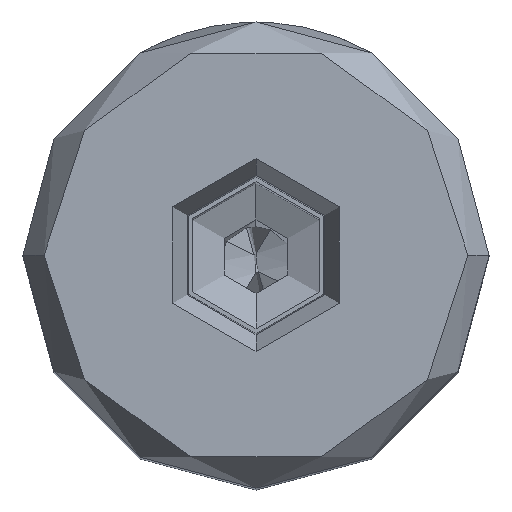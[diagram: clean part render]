
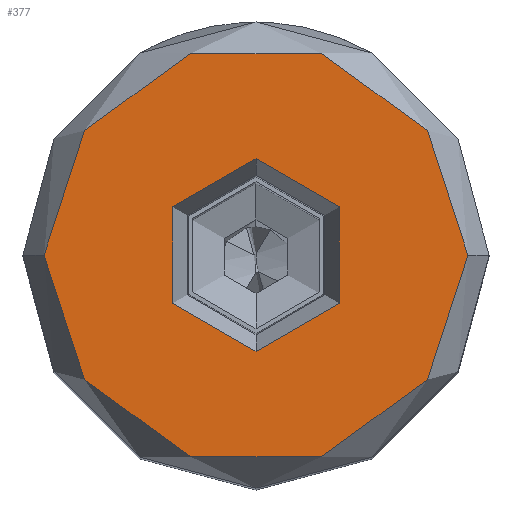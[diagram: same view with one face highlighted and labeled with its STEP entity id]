
A CAD part, top view. The second image highlights one B-rep face of the part: STEP entity #377.
In plain terms, the highlighted planar face has unit normal (0, 0, 1).
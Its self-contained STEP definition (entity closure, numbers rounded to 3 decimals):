
#52=FACE_BOUND('',#766,.T.);
#53=FACE_BOUND('',#767,.T.);
#159=CIRCLE('',#3714,5.25);
#160=CIRCLE('',#3716,5.25);
#161=CIRCLE('',#3718,11.545);
#162=CIRCLE('',#3719,11.545);
#377=ADVANCED_FACE('',(#52,#53),#526,.T.);
#526=PLANE('',#3720);
#766=EDGE_LOOP('',(#1310,#1311));
#767=EDGE_LOOP('',(#1312,#1313));
#1310=ORIENTED_EDGE('',*,*,#2765,.T.);
#1311=ORIENTED_EDGE('',*,*,#2766,.T.);
#1312=ORIENTED_EDGE('',*,*,#2767,.T.);
#1313=ORIENTED_EDGE('',*,*,#2768,.T.);
#2333=VERTEX_POINT('',#5872);
#2334=VERTEX_POINT('',#5874);
#2335=VERTEX_POINT('',#5880);
#2336=VERTEX_POINT('',#5881);
#2765=EDGE_CURVE('',#2333,#2334,#159,.T.);
#2766=EDGE_CURVE('',#2334,#2333,#160,.T.);
#2767=EDGE_CURVE('',#2335,#2336,#161,.T.);
#2768=EDGE_CURVE('',#2336,#2335,#162,.T.);
#3714=AXIS2_PLACEMENT_3D('',#5875,#4092,#4093);
#3716=AXIS2_PLACEMENT_3D('',#5877,#4096,#4097);
#3718=AXIS2_PLACEMENT_3D('',#5879,#4100,#4101);
#3719=AXIS2_PLACEMENT_3D('',#5882,#4102,#4103);
#3720=AXIS2_PLACEMENT_3D('',#5883,#4104,#4105);
#4092=DIRECTION('',(0.,0.,-1.));
#4093=DIRECTION('',(0.,-1.,0.));
#4096=DIRECTION('',(0.,0.,-1.));
#4097=DIRECTION('',(0.,1.,0.));
#4100=DIRECTION('',(0.,0.,1.));
#4101=DIRECTION('',(-1.,0.,0.));
#4102=DIRECTION('',(0.,0.,1.));
#4103=DIRECTION('',(1.,0.,0.));
#4104=DIRECTION('',(0.,0.,1.));
#4105=DIRECTION('',(-1.,0.,0.));
#5872=CARTESIAN_POINT('',(0.,-5.25,28.65));
#5874=CARTESIAN_POINT('',(0.,5.25,28.65));
#5875=CARTESIAN_POINT('',(0.,0.,28.65));
#5877=CARTESIAN_POINT('',(0.,0.,28.65));
#5879=CARTESIAN_POINT('',(0.,0.,28.65));
#5880=CARTESIAN_POINT('',(-11.545,0.,28.65));
#5881=CARTESIAN_POINT('',(11.545,0.,28.65));
#5882=CARTESIAN_POINT('',(0.,0.,28.65));
#5883=CARTESIAN_POINT('',(0.,0.,28.65));
